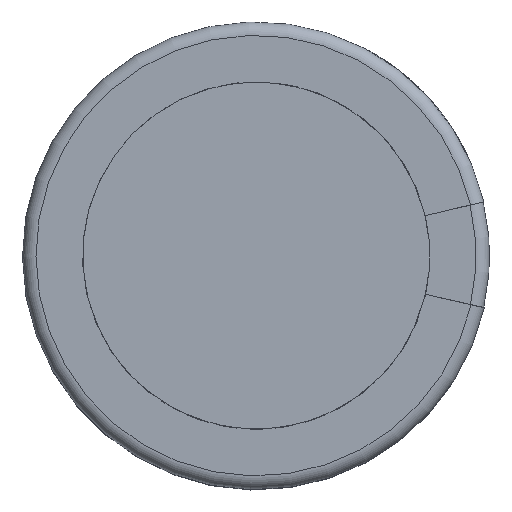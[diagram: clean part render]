
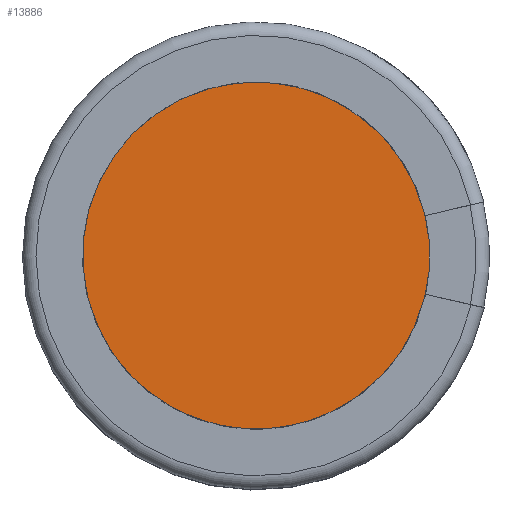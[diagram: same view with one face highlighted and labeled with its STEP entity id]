
A CAD part, top view. The second image highlights one B-rep face of the part: STEP entity #13886.
In plain terms, the highlighted face is planar.
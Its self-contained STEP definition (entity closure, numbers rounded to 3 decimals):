
#373=PLANE('',#14585);
#565=CIRCLE('',#14586,16.432);
#4493=ORIENTED_EDGE('',*,*,#6460,.F.);
#6460=EDGE_CURVE('',#7456,#7456,#565,.T.);
#7456=VERTEX_POINT('',#25519);
#8087=EDGE_LOOP('',(#4493));
#8797=FACE_BOUND('',#8087,.T.);
#13886=ADVANCED_FACE('',(#8797),#373,.F.);
#14585=AXIS2_PLACEMENT_3D('',#25517,#16141,#16142);
#14586=AXIS2_PLACEMENT_3D('',#25518,#16143,#16144);
#16141=DIRECTION('',(0.,-1.,0.));
#16142=DIRECTION('',(0.,0.,-1.));
#16143=DIRECTION('',(0.,-1.,0.));
#16144=DIRECTION('',(0.,0.,-1.));
#25517=CARTESIAN_POINT('',(0.,28.78,0.));
#25518=CARTESIAN_POINT('',(0.,28.78,0.));
#25519=CARTESIAN_POINT('',(0.,28.78,-16.432));
